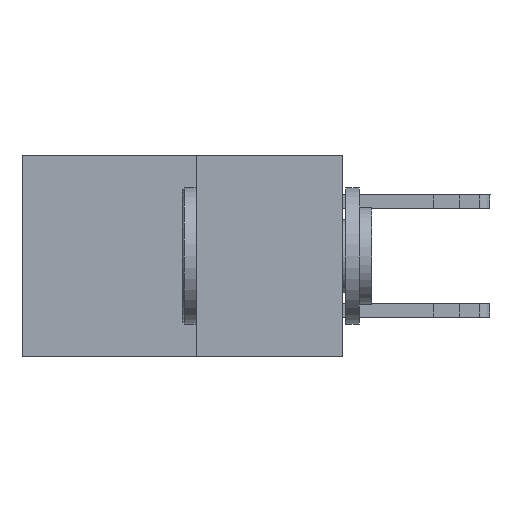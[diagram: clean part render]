
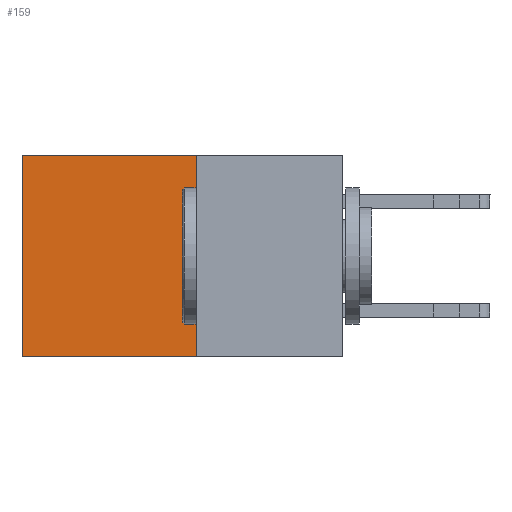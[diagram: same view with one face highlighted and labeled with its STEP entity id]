
A CAD part, left-side view. The second image highlights one B-rep face of the part: STEP entity #159.
In plain terms, the highlighted planar face has unit normal (-1, 0, 0).
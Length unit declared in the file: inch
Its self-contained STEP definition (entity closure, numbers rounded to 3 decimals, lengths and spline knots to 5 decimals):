
#69 = EDGE_LOOP ( 'NONE', ( #864, #5103, #9271, #13350 ) ) ;
#159 = ADVANCED_FACE ( 'NONE', ( #19280 ), #5027, .F. ) ;
#172 = VECTOR ( 'NONE', #7526, 39.37008 ) ;
#815 = CARTESIAN_POINT ( 'NONE',  ( 0.277, 0.59, 0. ) ) ;
#864 = ORIENTED_EDGE ( 'NONE', *, *, #9925, .T. ) ;
#981 = VERTEX_POINT ( 'NONE', #815 ) ;
#1121 = CARTESIAN_POINT ( 'NONE',  ( 0.277, 0.27, -0.37 ) ) ;
#2517 = VERTEX_POINT ( 'NONE', #16888 ) ;
#3787 = LINE ( 'NONE', #1121, #7470 ) ;
#4683 = VECTOR ( 'NONE', #8717, 39.37008 ) ;
#5027 = PLANE ( 'NONE',  #19359 ) ;
#5103 = ORIENTED_EDGE ( 'NONE', *, *, #16511, .F. ) ;
#6195 = CARTESIAN_POINT ( 'NONE',  ( 0.277, 0.27, 0. ) ) ;
#7470 = VECTOR ( 'NONE', #18292, 39.37008 ) ;
#7526 = DIRECTION ( 'NONE',  ( 0., 0., -1. ) ) ;
#7690 = CARTESIAN_POINT ( 'NONE',  ( 0.277, 0.59, -0.37 ) ) ;
#8583 = LINE ( 'NONE', #7690, #172 ) ;
#8717 = DIRECTION ( 'NONE',  ( 0., 1., 0. ) ) ;
#9271 = ORIENTED_EDGE ( 'NONE', *, *, #13582, .F. ) ;
#9815 = CARTESIAN_POINT ( 'NONE',  ( 0.277, 0.59, -0.37 ) ) ;
#9925 = EDGE_CURVE ( 'NONE', #981, #15281, #8583, .T. ) ;
#10419 = VERTEX_POINT ( 'NONE', #18313 ) ;
#11805 = DIRECTION ( 'NONE',  ( 1., 0., 0. ) ) ;
#13350 = ORIENTED_EDGE ( 'NONE', *, *, #17481, .T. ) ;
#13582 = EDGE_CURVE ( 'NONE', #2517, #10419, #3787, .T. ) ;
#14876 = CARTESIAN_POINT ( 'NONE',  ( 0.277, 0.27, -0.37 ) ) ;
#15281 = VERTEX_POINT ( 'NONE', #9815 ) ;
#15313 = DIRECTION ( 'NONE',  ( 0., 0., -1. ) ) ;
#15536 = DIRECTION ( 'NONE',  ( 0., 1., 0. ) ) ;
#15610 = VECTOR ( 'NONE', #15536, 39.37008 ) ;
#16511 = EDGE_CURVE ( 'NONE', #10419, #15281, #20285, .T. ) ;
#16888 = CARTESIAN_POINT ( 'NONE',  ( 0.277, 0.27, 0. ) ) ;
#17481 = EDGE_CURVE ( 'NONE', #2517, #981, #19279, .T. ) ;
#17690 = CARTESIAN_POINT ( 'NONE',  ( 0.277, 0.27, -0.37 ) ) ;
#18292 = DIRECTION ( 'NONE',  ( 0., 0., -1. ) ) ;
#18313 = CARTESIAN_POINT ( 'NONE',  ( 0.277, 0.27, -0.37 ) ) ;
#19279 = LINE ( 'NONE', #6195, #15610 ) ;
#19280 = FACE_OUTER_BOUND ( 'NONE', #69, .T. ) ;
#19359 = AXIS2_PLACEMENT_3D ( 'NONE', #17690, #11805, #15313 ) ;
#20285 = LINE ( 'NONE', #14876, #4683 ) ;
